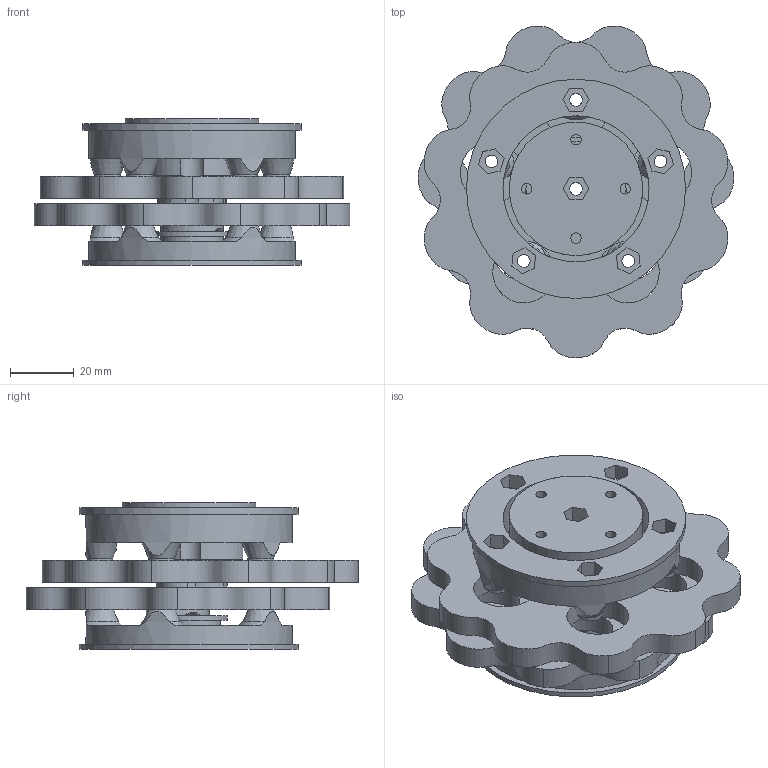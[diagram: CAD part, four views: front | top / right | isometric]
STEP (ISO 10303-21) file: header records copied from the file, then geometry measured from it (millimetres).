
FILE_DESCRIPTION(/* description */ (''),/* implementation_level */ '2;1');
FILE_NAME(/* name */ '8ca30f89-5c68-4f87-a01e-ce9c471e4fca.stp',/* time_stamp */ '2021-11-30T09:33:23+00:00',/* author */ (''),/* organization */ (''),/* preprocessor_version */ 'ST-DEVELOPER v18.1',/* originating_system */ 'Autodesk Translation Framework v10.10.0.1391',/* authorisation */ '');
FILE_SCHEMA (('AUTOMOTIVE_DESIGN { 1 0 10303 214 3 1 1 }'));
Length unit declared in the file: millimetre
Products named in the file (1): openDog V3_internals_toleranced
Bounding box: 99.4 x 104.5 x 46 mm (x, y, z)
Volume: 132899.9 mm3; surface area: 68497.4 mm2
Topology: 8 solids, 8 shells, 218 faces, 555 edges, 367 vertices
Faces by surface type: plane 97, cylinder 74, cone 27, bspline 20
Full cylindrical faces by diameter (mm): 2.8 x2, 3.3 x6, 4 x8, 4.5 x10, 8 x5, 8.165 x5, 19.5 x10, 19.8 x2, 24 x1, 26 x2, 32.5 x4, 42 x1, 46 x1, 65 x3, 69 x3
Entity records: 10499 total; most frequent: CARTESIAN_POINT 4995, ORIENTED_EDGE 1110, DIRECTION 1108, EDGE_CURVE 555, AXIS2_PLACEMENT_3D 441, VERTEX_POINT 367, EDGE_LOOP 310, CIRCLE 242
